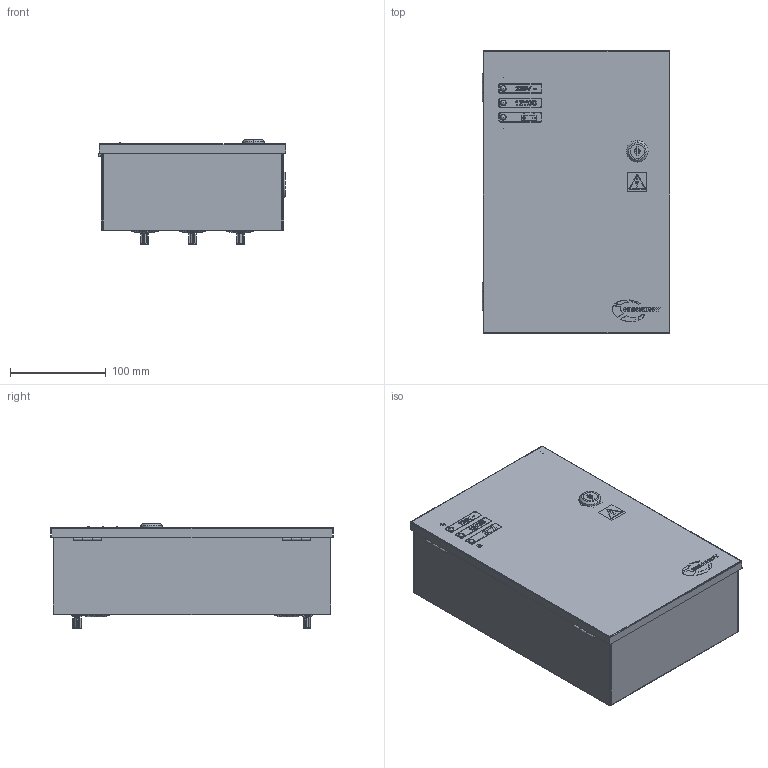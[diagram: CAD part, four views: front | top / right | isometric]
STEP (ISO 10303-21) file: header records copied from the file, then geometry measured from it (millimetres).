
FILE_DESCRIPTION (( 'STEP AP214' ), '1' );
FILE_NAME ('AD1205GR.STEP', '2021-08-02T12:12:56', ( '' ), ( '' ), 'SwSTEP 2.0', 'SolidWorks 2020', '' );
FILE_SCHEMA (( 'AUTOMOTIVE_DESIGN' ));
Length unit declared in the file: millimetre
Products named in the file (22): 1751400BIS; CAM LOCK XL; HB-9500_5P; AD1205GR; User Library-20mm diameter panel hole grommet; Parte 3 Deviatore a Rotella Panasonic AM5; Parte 2 Deviatore a Rotella Panasonic AM5; 1751400BIS_1ANG; CAPOT DE PROTECTION ADCCTV1205-08; Parte 4 Deviatore a Rotella Panasonic AM5; PCB LEDS; ELEC ADCCTV1205-08; 1751400BIS_2ANG; Mascon2; r6513-00_paroi 0.8mm; Deviatore a Rotella Panasonic AM5_LIBRE; ELEC AD1205GR_AD1205GR; BOITIER AD1205GR_AD1205GR; EP0180-LED 5MM_ORANGE; Parte 1 Deviatore a Rotella Panasonic AM5; EP0180-LED 5MM_VERT; ISO 7045 - M3 x 6 - Z --- 6S_ISO 7045 - M3 x 6 - Z --- 6S
Assembly tree (27 placements, depth 4):
  AD1205GR
    BOITIER AD1205GR_AD1205GR
    CAM LOCK XL
    EP0180-LED 5MM_VERT  x2
    ELEC AD1205GR_AD1205GR
      ELEC ADCCTV1205-08
      CAPOT DE PROTECTION ADCCTV1205-08
      HB-9500_5P
      Mascon2
      ISO 7045 - M3 x 6 - Z --- 6S_ISO 7045 - M3 x 6 - Z --- 6S  x2
      1751400BIS
        1751400BIS_2ANG
        1751400BIS_1ANG
    User Library-20mm diameter panel hole grommet  x3
    EP0180-LED 5MM_ORANGE
    Deviatore a Rotella Panasonic AM5_LIBRE
      Parte 1 Deviatore a Rotella Panasonic AM5
      Parte 2 Deviatore a Rotella Panasonic AM5
      Parte 3 Deviatore a Rotella Panasonic AM5
      Parte 4 Deviatore a Rotella Panasonic AM5
    r6513-00_paroi 0.8mm  x3
    PCB LEDS
Bounding box: 196 x 295 x 109.3 mm (x, y, z)
Volume: 241591.6 mm3; surface area: 517532.9 mm2
Topology: 38 solids, 38 shells, 3329 faces, 9205 edges, 6234 vertices
Faces by surface type: plane 2001, cylinder 736, bspline 364, cone 138, torus 77, sphere 13
Entity records: 134998 total; most frequent: CARTESIAN_POINT 41958, ORIENTED_EDGE 16788, DIRECTION 14180, EDGE_CURVE 8394, VERTEX_POINT 5719, VECTOR 5594, LINE 5594, AXIS2_PLACEMENT_3D 4293
